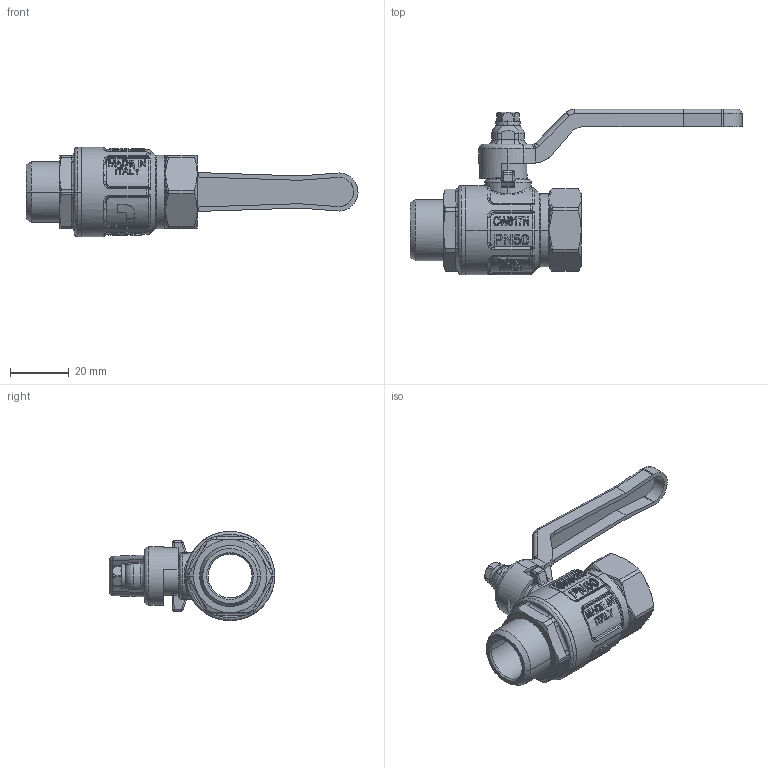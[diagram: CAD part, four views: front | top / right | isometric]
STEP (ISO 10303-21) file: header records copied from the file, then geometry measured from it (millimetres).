
FILE_DESCRIPTION (( 'STEP AP214' ), '1' );
FILE_NAME ('IT-IDEAL09104_R.STEP', '2018-09-21T12:52:41', ( '' ), ( '' ), 'SwSTEP 2.0', 'SolidWorks 2018', '' );
FILE_SCHEMA (( 'AUTOMOTIVE_DESIGN' ));
Length unit declared in the file: millimetre
Products named in the file (1): IT-IDEAL09104_R
Bounding box: 113.49 x 56.55 x 30.5 mm (x, y, z)
Surface area: 13747.9 mm2 (no closed solid volume)
Topology: 0 solids, 6 shells, 1031 faces, 2684 edges, 1664 vertices
Faces by surface type: plane 394, bspline 313, cylinder 193, torus 76, cone 42, sphere 13
Entity records: 49371 total; most frequent: CARTESIAN_POINT 31090, ORIENTED_EDGE 5164, EDGE_CURVE 2637, B_SPLINE_CURVE_WITH_KNOTS 2527, VERTEX_POINT 1661, DIRECTION 1438, EDGE_LOOP 1098, FACE_OUTER_BOUND 1031
